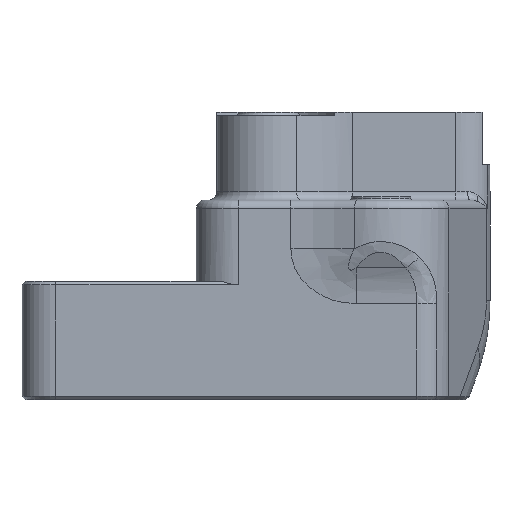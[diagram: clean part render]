
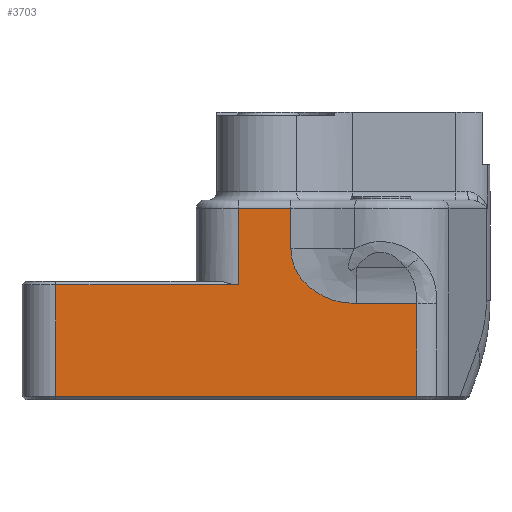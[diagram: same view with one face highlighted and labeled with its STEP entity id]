
A CAD part, front view. The second image highlights one B-rep face of the part: STEP entity #3703.
In plain terms, the highlighted planar face has unit normal (0, -1, 0).
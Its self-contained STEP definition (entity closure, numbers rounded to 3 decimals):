
#75=B_SPLINE_CURVE_WITH_KNOTS('',3,(#5930,#5931,#5932,#5933,#5934,#5935,
#5936,#5937,#5938),.UNSPECIFIED.,.F.,.F.,(4,1,1,1,1,1,4),(-11.332,
-9.713,-8.094,-6.475,-4.856,
-1.619,0.),.UNSPECIFIED.);
#320=LINE('',#5916,#659);
#321=LINE('',#5919,#660);
#323=LINE('',#5924,#662);
#324=LINE('',#5926,#663);
#325=LINE('',#5928,#664);
#326=LINE('',#5940,#665);
#327=LINE('',#5942,#666);
#328=LINE('',#5943,#667);
#659=VECTOR('',#4739,10.);
#660=VECTOR('',#4744,10.);
#662=VECTOR('',#4750,10.);
#663=VECTOR('',#4751,10.);
#664=VECTOR('',#4752,10.);
#665=VECTOR('',#4753,10.);
#666=VECTOR('',#4754,10.);
#667=VECTOR('',#4755,10.);
#937=FACE_OUTER_BOUND('',#1183,.T.);
#1183=EDGE_LOOP('',(#2805,#2806,#2807,#2808,#2809,#2810,#2811,#2812,#2813));
#1687=VERTEX_POINT('',#5847);
#1691=VERTEX_POINT('',#5861);
#1714=VERTEX_POINT('',#5915);
#1715=VERTEX_POINT('',#5923);
#1716=VERTEX_POINT('',#5925);
#1717=VERTEX_POINT('',#5927);
#1718=VERTEX_POINT('',#5929);
#1719=VERTEX_POINT('',#5939);
#1720=VERTEX_POINT('',#5941);
#2112=EDGE_CURVE('',#1691,#1714,#320,.T.);
#2114=EDGE_CURVE('',#1687,#1691,#321,.T.);
#2116=EDGE_CURVE('',#1687,#1715,#323,.T.);
#2117=EDGE_CURVE('',#1715,#1716,#324,.T.);
#2118=EDGE_CURVE('',#1716,#1717,#325,.T.);
#2119=EDGE_CURVE('',#1717,#1718,#75,.T.);
#2120=EDGE_CURVE('',#1718,#1719,#326,.T.);
#2121=EDGE_CURVE('',#1719,#1720,#327,.T.);
#2122=EDGE_CURVE('',#1720,#1714,#328,.T.);
#2805=ORIENTED_EDGE('',*,*,#2114,.F.);
#2806=ORIENTED_EDGE('',*,*,#2116,.T.);
#2807=ORIENTED_EDGE('',*,*,#2117,.T.);
#2808=ORIENTED_EDGE('',*,*,#2118,.T.);
#2809=ORIENTED_EDGE('',*,*,#2119,.T.);
#2810=ORIENTED_EDGE('',*,*,#2120,.T.);
#2811=ORIENTED_EDGE('',*,*,#2121,.T.);
#2812=ORIENTED_EDGE('',*,*,#2122,.T.);
#2813=ORIENTED_EDGE('',*,*,#2112,.F.);
#3578=PLANE('',#4030);
#3703=ADVANCED_FACE('',(#937),#3578,.T.);
#4030=AXIS2_PLACEMENT_3D('',#5922,#4748,#4749);
#4739=DIRECTION('',(1.,0.,0.));
#4744=DIRECTION('',(0.,0.,1.));
#4748=DIRECTION('center_axis',(0.,-1.,0.));
#4749=DIRECTION('ref_axis',(0.,0.,1.));
#4750=DIRECTION('',(1.,0.,0.));
#4751=DIRECTION('',(0.,0.,1.));
#4752=DIRECTION('',(-1.,0.,0.));
#4753=DIRECTION('',(0.,0.,1.));
#4754=DIRECTION('',(-1.,0.,0.));
#4755=DIRECTION('',(0.,0.,-1.));
#5847=CARTESIAN_POINT('',(-15.999,17.952,15.026));
#5861=CARTESIAN_POINT('',(-15.999,17.952,28.226));
#5915=CARTESIAN_POINT('',(5.601,17.952,28.226));
#5916=CARTESIAN_POINT('',(-15.999,17.952,28.226));
#5919=CARTESIAN_POINT('',(-15.999,17.952,15.026));
#5922=CARTESIAN_POINT('Origin',(31.06,17.952,39.566));
#5923=CARTESIAN_POINT('',(26.672,17.952,15.026));
#5924=CARTESIAN_POINT('',(-15.999,17.952,15.026));
#5925=CARTESIAN_POINT('',(26.672,17.952,26.009));
#5926=CARTESIAN_POINT('',(26.672,17.952,15.026));
#5927=CARTESIAN_POINT('',(19.51,17.952,26.009));
#5928=CARTESIAN_POINT('',(26.672,17.952,26.009));
#5929=CARTESIAN_POINT('',(11.777,17.952,32.487));
#5930=CARTESIAN_POINT('Ctrl Pts',(19.51,17.952,26.009));
#5931=CARTESIAN_POINT('Ctrl Pts',(18.833,17.952,26.009));
#5932=CARTESIAN_POINT('Ctrl Pts',(17.547,17.952,26.111));
#5933=CARTESIAN_POINT('Ctrl Pts',(15.924,17.952,26.689));
#5934=CARTESIAN_POINT('Ctrl Pts',(14.646,17.952,27.43));
#5935=CARTESIAN_POINT('Ctrl Pts',(13.275,17.952,28.465));
#5936=CARTESIAN_POINT('Ctrl Pts',(12.123,17.952,29.955));
#5937=CARTESIAN_POINT('Ctrl Pts',(11.777,17.952,31.811));
#5938=CARTESIAN_POINT('Ctrl Pts',(11.777,17.952,32.487));
#5939=CARTESIAN_POINT('',(11.777,17.952,37.226));
#5940=CARTESIAN_POINT('',(11.777,17.952,32.487));
#5941=CARTESIAN_POINT('',(5.601,17.952,37.226));
#5942=CARTESIAN_POINT('',(11.777,17.952,37.226));
#5943=CARTESIAN_POINT('',(5.601,17.952,37.226));
